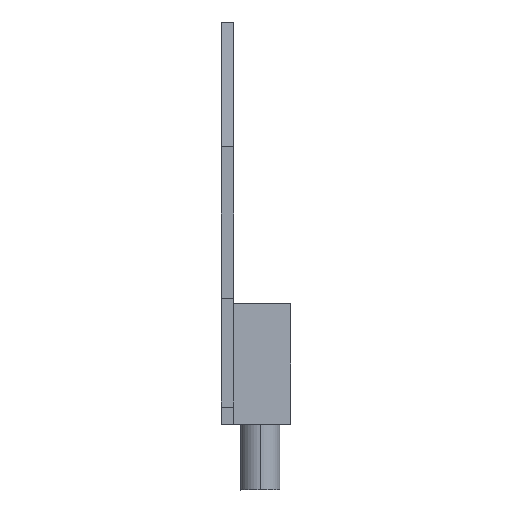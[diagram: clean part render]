
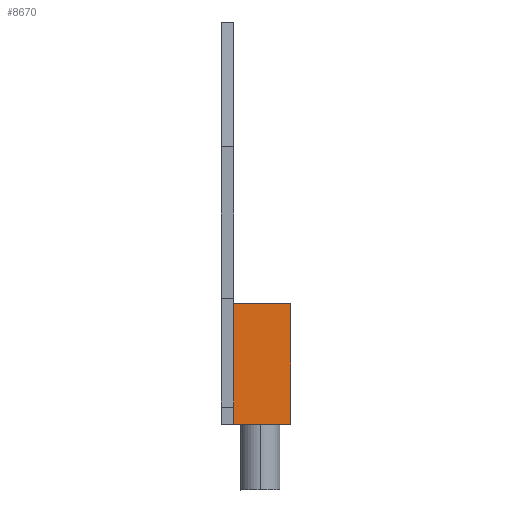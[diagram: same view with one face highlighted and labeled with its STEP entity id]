
A CAD part, front view. The second image highlights one B-rep face of the part: STEP entity #8670.
In plain terms, the highlighted face is planar.
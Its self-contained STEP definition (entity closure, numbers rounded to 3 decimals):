
#8280=CARTESIAN_POINT('',(1.509,58.017,
0.22));
#8290=DIRECTION('',(0.,0.999,
0.035));
#8300=DIRECTION('',(0.,-0.035,
0.999));
#8310=AXIS2_PLACEMENT_3D('',#8280,#8290,#8300);
#8320=PLANE('',#8310);
#8330=CARTESIAN_POINT('',(-17.912,57.89,
3.87));
#8340=DIRECTION('',(1.,0.,0.));
#8350=VECTOR('',#8340,1.);
#8360=LINE('',#8330,#8350);
#8370=CARTESIAN_POINT('',(1.409,57.89,
3.87));
#8380=VERTEX_POINT('',#8370);
#8390=CARTESIAN_POINT('',(9.109,57.89,
3.87));
#8400=VERTEX_POINT('',#8390);
#8410=EDGE_CURVE('',#8380,#8400,#8360,.T.);
#8420=ORIENTED_EDGE('',*,*,#8410,.T.);
#8430=CARTESIAN_POINT('',(1.409,57.64,
11.02));
#8440=DIRECTION('',(0.,0.035,
-0.999));
#8450=VECTOR('',#8440,1.);
#8460=LINE('',#8430,#8450);
#8470=CARTESIAN_POINT('',(1.409,58.017,
0.22));
#8480=VERTEX_POINT('',#8470);
#8490=EDGE_CURVE('',#8380,#8480,#8460,.T.);
#8500=ORIENTED_EDGE('',*,*,#8490,.F.);
#8510=CARTESIAN_POINT('',(-17.912,58.017,
0.22));
#8520=DIRECTION('',(1.,0.,0.));
#8530=VECTOR('',#8520,1.);
#8540=LINE('',#8510,#8530);
#8550=CARTESIAN_POINT('',(9.109,58.017,
0.22));
#8560=VERTEX_POINT('',#8550);
#8570=EDGE_CURVE('',#8480,#8560,#8540,.T.);
#8580=ORIENTED_EDGE('',*,*,#8570,.F.);
#8590=CARTESIAN_POINT('',(9.109,57.64,
11.02));
#8600=DIRECTION('',(0.,0.035,
-0.999));
#8610=VECTOR('',#8600,1.);
#8620=LINE('',#8590,#8610);
#8630=EDGE_CURVE('',#8400,#8560,#8620,.T.);
#8640=ORIENTED_EDGE('',*,*,#8630,.T.);
#8650=EDGE_LOOP('',(#8640,#8580,#8500,#8420));
#8660=FACE_OUTER_BOUND('',#8650,.T.);
#8670=ADVANCED_FACE('',(#8660),#8320,.T.);
